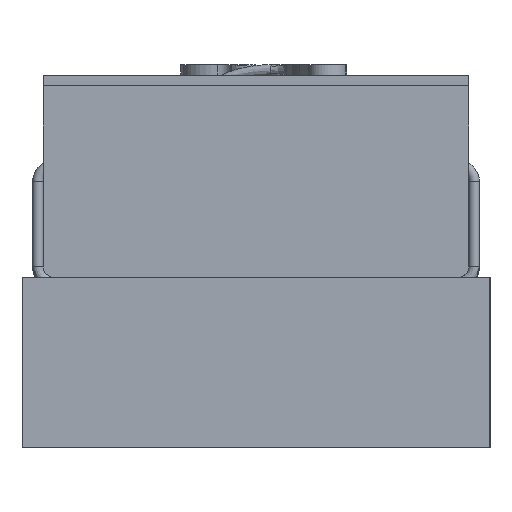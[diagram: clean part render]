
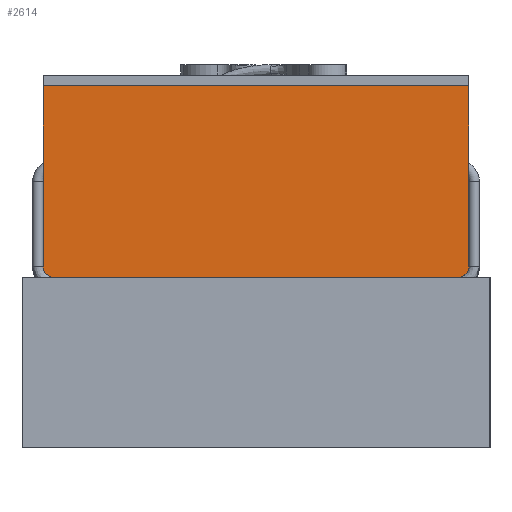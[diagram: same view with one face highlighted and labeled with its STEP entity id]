
A CAD part, left-side view. The second image highlights one B-rep face of the part: STEP entity #2614.
In plain terms, the highlighted planar face has unit normal (-1, 0, 0).
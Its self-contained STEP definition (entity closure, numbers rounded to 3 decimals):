
#219=CIRCLE('',#4249,0.025);
#220=CIRCLE('',#4250,0.025);
#499=ORIENTED_EDGE('',*,*,#1075,.T.);
#500=ORIENTED_EDGE('',*,*,#1076,.T.);
#501=ORIENTED_EDGE('',*,*,#1077,.T.);
#502=ORIENTED_EDGE('',*,*,#1078,.T.);
#503=ORIENTED_EDGE('',*,*,#1079,.F.);
#504=ORIENTED_EDGE('',*,*,#1080,.F.);
#1075=EDGE_CURVE('',#1367,#1368,#1629,.T.);
#1076=EDGE_CURVE('',#1368,#1369,#219,.F.);
#1077=EDGE_CURVE('',#1369,#1370,#1630,.T.);
#1078=EDGE_CURVE('',#1370,#1371,#220,.F.);
#1079=EDGE_CURVE('',#1372,#1371,#1631,.T.);
#1080=EDGE_CURVE('',#1367,#1372,#1632,.T.);
#1367=VERTEX_POINT('',#5539);
#1368=VERTEX_POINT('',#5540);
#1369=VERTEX_POINT('',#5542);
#1370=VERTEX_POINT('',#5544);
#1371=VERTEX_POINT('',#5546);
#1372=VERTEX_POINT('',#5548);
#1629=LINE('',#5538,#1715);
#1630=LINE('',#5543,#1716);
#1631=LINE('',#5547,#1717);
#1632=LINE('',#5549,#1718);
#1715=VECTOR('',#4677,1000.);
#1716=VECTOR('',#4680,1000.);
#1717=VECTOR('',#4683,1000.);
#1718=VECTOR('',#4684,1000.);
#1786=EDGE_LOOP('',(#499,#500,#501,#502,#503,#504));
#2184=FACE_BOUND('',#1786,.T.);
#2581=PLANE('',#4248);
#2614=ADVANCED_FACE('',(#2184),#2581,.F.);
#4248=AXIS2_PLACEMENT_3D('',#5537,#4675,#4676);
#4249=AXIS2_PLACEMENT_3D('',#5541,#4678,#4679);
#4250=AXIS2_PLACEMENT_3D('',#5545,#4681,#4682);
#4675=DIRECTION('',(1.,0.,0.));
#4676=DIRECTION('',(0.,0.,-1.));
#4677=DIRECTION('',(0.,0.,-1.));
#4678=DIRECTION('',(1.,0.,0.));
#4679=DIRECTION('',(0.,0.,-1.));
#4680=DIRECTION('',(0.,-1.,0.));
#4681=DIRECTION('',(1.,0.,0.));
#4682=DIRECTION('',(0.,0.,-1.));
#4683=DIRECTION('',(0.,0.,-1.));
#4684=DIRECTION('',(0.,-1.,0.));
#5537=CARTESIAN_POINT('',(-0.775,0.5,0.25));
#5538=CARTESIAN_POINT('',(-0.775,0.5,0.25));
#5539=CARTESIAN_POINT('',(-0.775,0.5,0.45));
#5540=CARTESIAN_POINT('',(-0.775,0.5,0.025));
#5541=CARTESIAN_POINT('',(-0.775,0.475,0.025));
#5542=CARTESIAN_POINT('',(-0.775,0.475,0.));
#5543=CARTESIAN_POINT('',(-0.775,0.5,0.));
#5544=CARTESIAN_POINT('',(-0.775,-0.475,0.));
#5545=CARTESIAN_POINT('',(-0.775,-0.475,0.025));
#5546=CARTESIAN_POINT('',(-0.775,-0.5,0.025));
#5547=CARTESIAN_POINT('',(-0.775,-0.5,0.25));
#5548=CARTESIAN_POINT('',(-0.775,-0.5,0.45));
#5549=CARTESIAN_POINT('',(-0.775,0.5,0.45));
